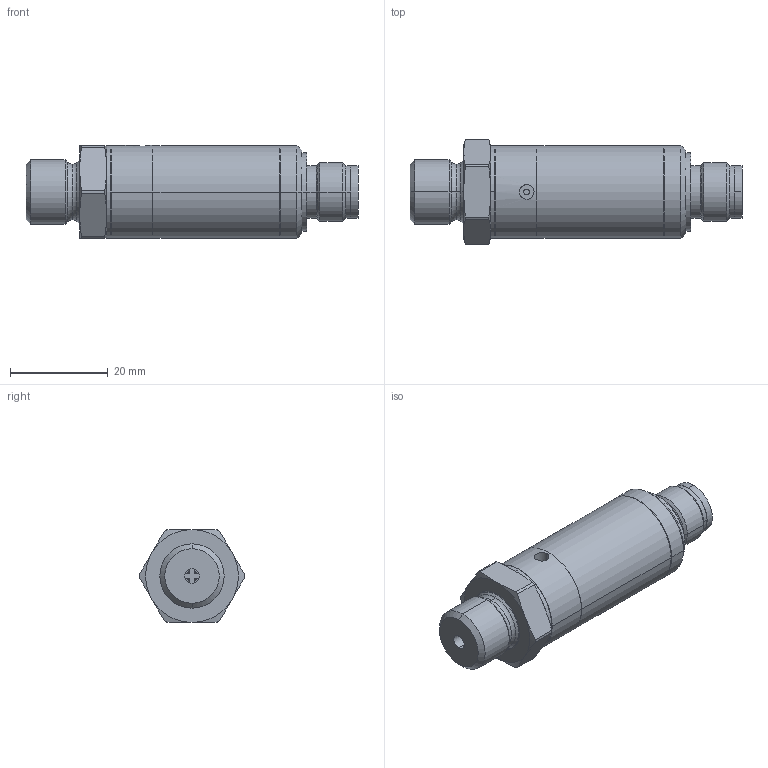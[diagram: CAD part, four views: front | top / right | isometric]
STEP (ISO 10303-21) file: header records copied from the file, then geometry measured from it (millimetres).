
FILE_DESCRIPTION((''),'2;1');
FILE_NAME('ADROIT62G2-TB-A2-CD-H0-PB-3B-A_ASM','2024-05-29T11:49:29',('emenben'),(''),'CREO PARAMETRIC BY PTC INC, 2020044','CREO PARAMETRIC BY PTC INC, 2020044','');
FILE_SCHEMA(('CONFIG_CONTROL_DESIGN'));
Length unit declared in the file: millimetre
Products named in the file (14): 143M0220-1; 138M7979_1; 139M2548; MSBR-2_NEW; PRT01_136M7506; PRT02_136M7506; MSBR-6_1_NEW; MSBR-5_1_NEW; MSBR-4_1_NEW; MSBR-3_1_NEW; 136M7506-1_ASM; 511100452_; 144M8505-1_ASM; ADROIT62G2-TB-A2-CD-H0-PB-3B-A_ASM
Assembly tree (13 placements, depth 4):
  ADROIT62G2-TB-A2-CD-H0-PB-3B-A_ASM
    143M0220-1
    138M7979_1
    139M2548
    144M8505-1_ASM
      136M7506-1_ASM
        MSBR-2_NEW
        PRT01_136M7506
        PRT02_136M7506
        MSBR-6_1_NEW
        MSBR-5_1_NEW
        MSBR-4_1_NEW
        MSBR-3_1_NEW
      511100452_
Bounding box: 68 x 21.6 x 19.05 mm (x, y, z)
Volume: 8531.7 mm3; surface area: 9944.6 mm2
Topology: 10 solids, 11 shells, 626 faces, 1551 edges, 971 vertices
Faces by surface type: plane 300, cylinder 180, cone 65, extrusion 49, torus 24, sphere 8
Entity records: 19307 total; most frequent: CARTESIAN_POINT 4005, DIRECTION 3126, ORIENTED_EDGE 3078, EDGE_CURVE 1541, AXIS2_PLACEMENT_3D 1075, VECTOR 976, VERTEX_POINT 971, LINE 927
